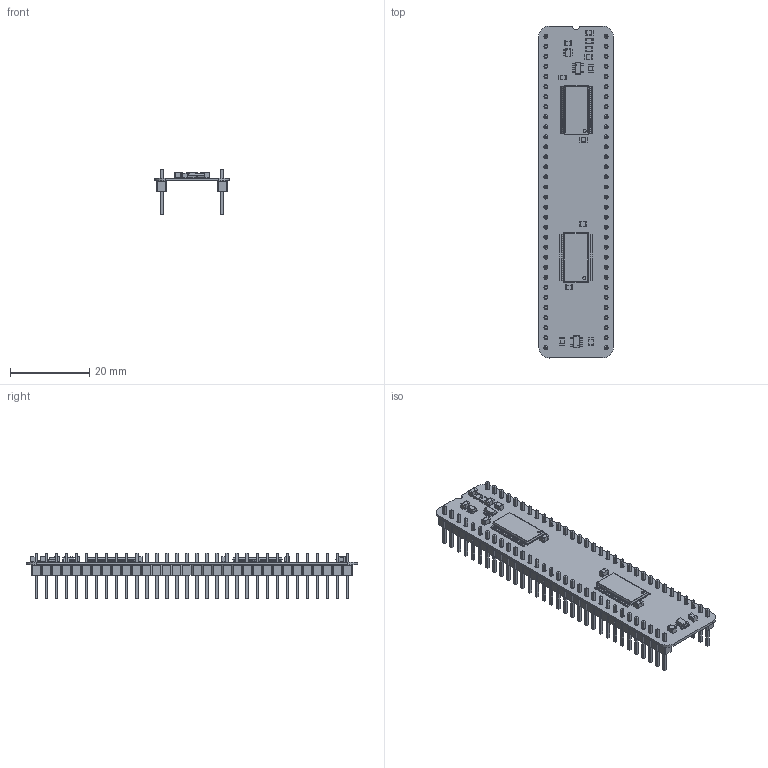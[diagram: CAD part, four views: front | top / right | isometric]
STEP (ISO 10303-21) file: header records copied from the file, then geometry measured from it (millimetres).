
FILE_DESCRIPTION(('KiCad electronic assembly'),'2;1');
FILE_NAME('Main Memory Address.step','2024-08-31T15:00:30',('Pcbnew'),( 'Kicad'),'Open CASCADE STEP processor 7.8','KiCad to STEP converter' ,'Unknown');
FILE_SCHEMA(('AUTOMOTIVE_DESIGN { 1 0 10303 214 1 1 1 1 }'));
Length unit declared in the file: millimetre
Products named in the file (16): Main Memory Address 1; R_0805_2012Metric; M74VHC1G126DTT1G; ASSEMBLY; C_0805_2012Metric; 74LVC2G04GW-Q100H; 74LVC16244ADGG,118; AP7365-33WG-7; PinHeader_1x32_P2.54mm_Vertical; PinHeader_1x32_P254mm_Vertical; HCP65 Main Memory Address_PCB
Assembly tree (27 placements, depth 3):
  Main Memory Address 1
    R_0805_2012Metric  x2
      R_0805_2012Metric
    M74VHC1G126DTT1G
      ASSEMBLY
    C_0805_2012Metric  x10
      C_0805_2012Metric
    74LVC2G04GW-Q100H
      ASSEMBLY
    74LVC16244ADGG,118  x2
      ASSEMBLY
    AP7365-33WG-7
      ASSEMBLY
    PinHeader_1x32_P2.54mm_Vertical  x2
      PinHeader_1x32_P254mm_Vertical
    HCP65 Main Memory Address_PCB
Bounding box: 18.8 x 83.97 x 11.54 mm (x, y, z)
Volume: 2536.6 mm3; surface area: 7147 mm2
Topology: 132 solids, 132 shells, 3529 faces, 8736 edges, 5624 vertices
Faces by surface type: plane 2943, cylinder 586
Full cylindrical faces by diameter (mm): 0.156 x1, 0.188 x1, 0.2 x1, 0.775 x2, 1 x64
Entity records: 59522 total; most frequent: CARTESIAN_POINT 9296, ORIENTED_EDGE 9054, DIRECTION 8847, EDGE_CURVE 4527, LINE 3925, VECTOR 3925, VERTEX_POINT 2910, AXIS2_PLACEMENT_3D 2461
